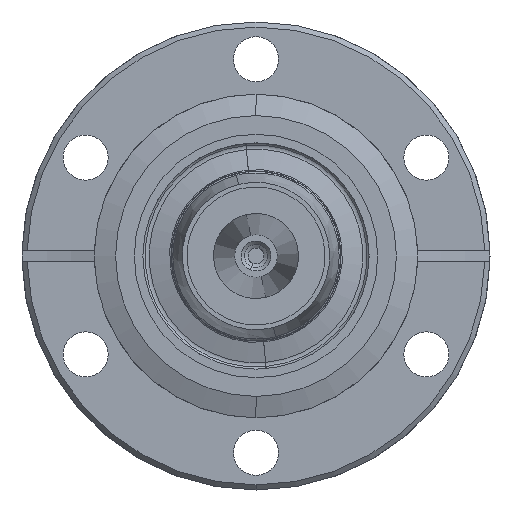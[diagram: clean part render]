
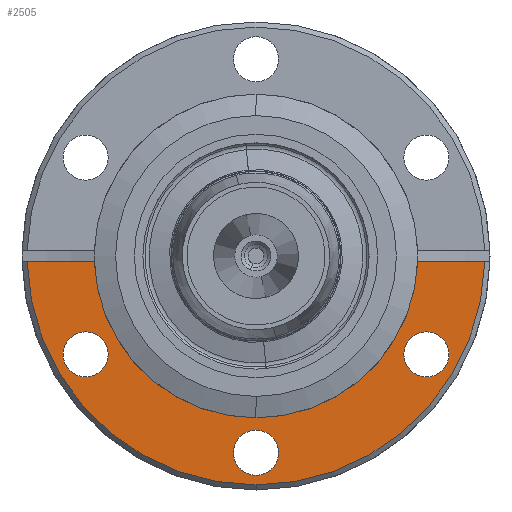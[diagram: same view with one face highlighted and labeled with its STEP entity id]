
A CAD part, front view. The second image highlights one B-rep face of the part: STEP entity #2505.
In plain terms, the highlighted planar face has unit normal (0, -1, 0).
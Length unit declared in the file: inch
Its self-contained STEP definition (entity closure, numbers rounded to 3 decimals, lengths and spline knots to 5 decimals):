
#635 = AXIS2_PLACEMENT_3D ( 'NONE', #1599, #1600, #1601 ) ;
#644 = AXIS2_PLACEMENT_3D ( 'NONE', #3624, #3625, #3626 ) ;
#649 = AXIS2_PLACEMENT_3D ( 'NONE', #3645, #3646, #3647 ) ;
#681 = AXIS2_PLACEMENT_3D ( 'NONE', #3773, #3774, #3775 ) ;
#690 = AXIS2_PLACEMENT_3D ( 'NONE', #3802, #3803, #3804 ) ;
#693 = AXIS2_PLACEMENT_3D ( 'NONE', #3813, #3814, #3815 ) ;
#806 = AXIS2_PLACEMENT_3D ( 'NONE', #4299, #4300, #4301 ) ;
#812 = EDGE_CURVE ( 'NONE', #4158, #4165, #3172, .T. ) ;
#834 = EDGE_CURVE ( 'NONE', #4062, #4244, #3144, .T. ) ;
#838 = EDGE_CURVE ( 'NONE', #4043, #4179, #3143, .T. ) ;
#901 = EDGE_CURVE ( 'NONE', #4247, #4248, #1729, .T. ) ;
#992 = AXIS2_PLACEMENT_3D ( 'NONE', #4362, #4363, #4364 ) ;
#994 = AXIS2_PLACEMENT_3D ( 'NONE', #4371, #4372, #4373 ) ;
#1029 = AXIS2_PLACEMENT_3D ( 'NONE', #4538, #4539, #4540 ) ;
#1101 = AXIS2_PLACEMENT_3D ( 'NONE', #4602, #4598, #4604 ) ;
#1375 = CARTESIAN_POINT ( 'NONE',  ( 0., 0.65226, -0.951 ) ) ;
#1392 = CARTESIAN_POINT ( 'NONE',  ( -1.00113, 0.65226, -0.7105 ) ) ;
#1398 = CARTESIAN_POINT ( 'NONE',  ( 0., 0.65226, -1.345 ) ) ;
#1422 = CARTESIAN_POINT ( 'NONE',  ( -0.95049, 0.65226, -0.031 ) ) ;
#1479 = CARTESIAN_POINT ( 'NONE',  ( 1.34464, 0.65226, -0.031 ) ) ;
#1488 = CARTESIAN_POINT ( 'NONE',  ( 0., 0.65226, -1.2885 ) ) ;
#1495 = CARTESIAN_POINT ( 'NONE',  ( 0., 0.65226, -1.0235 ) ) ;
#1509 = CARTESIAN_POINT ( 'NONE',  ( 0.95049, 0.65226, -0.031 ) ) ;
#1570 = CARTESIAN_POINT ( 'NONE',  ( -1.34464, 0.65226, -0.031 ) ) ;
#1574 = CARTESIAN_POINT ( 'NONE',  ( -1.00113, 0.65226, -0.4455 ) ) ;
#1577 = CARTESIAN_POINT ( 'NONE',  ( 1.00113, 0.65226, -0.7105 ) ) ;
#1578 = CARTESIAN_POINT ( 'NONE',  ( 1.00113, 0.65226, -0.4455 ) ) ;
#1599 = CARTESIAN_POINT ( 'NONE',  ( 0., 0.65226, 0. ) ) ;
#1600 = DIRECTION ( 'NONE',  ( 0., -1., 0. ) ) ;
#1601 = DIRECTION ( 'NONE',  ( 0., 0., 1. ) ) ;
#1643 = FACE_BOUND ( 'NONE', #2343, .T. ) ;
#1651 = FACE_BOUND ( 'NONE', #2319, .T. ) ;
#1729 = CIRCLE ( 'NONE', #1029, 0.1325 ) ;
#2200 = ORIENTED_EDGE ( 'NONE', *, *, #4795, .F. ) ;
#2223 = ORIENTED_EDGE ( 'NONE', *, *, #4741, .F. ) ;
#2262 = ORIENTED_EDGE ( 'NONE', *, *, #901, .F. ) ;
#2271 = ORIENTED_EDGE ( 'NONE', *, *, #834, .F. ) ;
#2274 = ORIENTED_EDGE ( 'NONE', *, *, #812, .F. ) ;
#2275 = ORIENTED_EDGE ( 'NONE', *, *, #4776, .T. ) ;
#2276 = ORIENTED_EDGE ( 'NONE', *, *, #4734, .T. ) ;
#2277 = ORIENTED_EDGE ( 'NONE', *, *, #4723, .F. ) ;
#2278 = ORIENTED_EDGE ( 'NONE', *, *, #4785, .T. ) ;
#2279 = ORIENTED_EDGE ( 'NONE', *, *, #838, .F. ) ;
#2280 = ORIENTED_EDGE ( 'NONE', *, *, #4745, .F. ) ;
#2286 = ORIENTED_EDGE ( 'NONE', *, *, #4798, .F. ) ;
#2319 = EDGE_LOOP ( 'NONE', ( #2200, #2262 ) ) ;
#2324 = EDGE_LOOP ( 'NONE', ( #2277, #2275, #2276, #2278, #2280, #2279 ) ) ;
#2335 = EDGE_LOOP ( 'NONE', ( #2223, #2271 ) ) ;
#2343 = EDGE_LOOP ( 'NONE', ( #2286, #2274 ) ) ;
#2505 = ADVANCED_FACE ( 'NONE', ( #1651, #3545, #1643, #3591 ), #4603, .T. ) ;
#2975 = CIRCLE ( 'NONE', #693, 0.1325 ) ;
#2978 = CIRCLE ( 'NONE', #690, 0.1325 ) ;
#2989 = CIRCLE ( 'NONE', #681, 1.345 ) ;
#2997 = VECTOR ( 'NONE', #3748, 39.37008 ) ;
#2998 = LINE ( 'NONE', #3747, #2997 ) ;
#3030 = VECTOR ( 'NONE', #3652, 39.37008 ) ;
#3032 = LINE ( 'NONE', #3651, #3030 ) ;
#3035 = CIRCLE ( 'NONE', #649, 0.1325 ) ;
#3043 = CIRCLE ( 'NONE', #644, 1.345 ) ;
#3059 = CIRCLE ( 'NONE', #635, 0.951 ) ;
#3143 = CIRCLE ( 'NONE', #994, 0.951 ) ;
#3144 = CIRCLE ( 'NONE', #992, 0.1325 ) ;
#3172 = CIRCLE ( 'NONE', #806, 0.1325 ) ;
#3545 = FACE_BOUND ( 'NONE', #2335, .T. ) ;
#3591 = FACE_OUTER_BOUND ( 'NONE', #2324, .T. ) ;
#3624 = CARTESIAN_POINT ( 'NONE',  ( 0., 0.65226, 0. ) ) ;
#3625 = DIRECTION ( 'NONE',  ( 0., -1., 0. ) ) ;
#3626 = DIRECTION ( 'NONE',  ( 0., 0., 1. ) ) ;
#3645 = CARTESIAN_POINT ( 'NONE',  ( -1.00113, 0.65226, -0.578 ) ) ;
#3646 = DIRECTION ( 'NONE',  ( 0., -1., 0. ) ) ;
#3647 = DIRECTION ( 'NONE',  ( 0.866, 0., 0.5 ) ) ;
#3651 = CARTESIAN_POINT ( 'NONE',  ( 1.345, 0.65226, -0.031 ) ) ;
#3652 = DIRECTION ( 'NONE',  ( 1., 0., 0. ) ) ;
#3747 = CARTESIAN_POINT ( 'NONE',  ( 1.345, 0.65226, -0.031 ) ) ;
#3748 = DIRECTION ( 'NONE',  ( -1., 0., 0. ) ) ;
#3773 = CARTESIAN_POINT ( 'NONE',  ( 0., 0.65226, 0. ) ) ;
#3774 = DIRECTION ( 'NONE',  ( 0., -1., 0. ) ) ;
#3775 = DIRECTION ( 'NONE',  ( 0., 0., 1. ) ) ;
#3802 = CARTESIAN_POINT ( 'NONE',  ( 1.00113, 0.65226, -0.578 ) ) ;
#3803 = DIRECTION ( 'NONE',  ( 0., -1., 0. ) ) ;
#3804 = DIRECTION ( 'NONE',  ( -0.866, 0., 0.5 ) ) ;
#3813 = CARTESIAN_POINT ( 'NONE',  ( 0., 0.65226, -1.156 ) ) ;
#3814 = DIRECTION ( 'NONE',  ( 0., -1., 0. ) ) ;
#3815 = DIRECTION ( 'NONE',  ( 0., 0., 1. ) ) ;
#4043 = VERTEX_POINT ( 'NONE', #1375 ) ;
#4062 = VERTEX_POINT ( 'NONE', #1392 ) ;
#4068 = VERTEX_POINT ( 'NONE', #1398 ) ;
#4092 = VERTEX_POINT ( 'NONE', #1422 ) ;
#4149 = VERTEX_POINT ( 'NONE', #1479 ) ;
#4158 = VERTEX_POINT ( 'NONE', #1488 ) ;
#4165 = VERTEX_POINT ( 'NONE', #1495 ) ;
#4179 = VERTEX_POINT ( 'NONE', #1509 ) ;
#4240 = VERTEX_POINT ( 'NONE', #1570 ) ;
#4244 = VERTEX_POINT ( 'NONE', #1574 ) ;
#4247 = VERTEX_POINT ( 'NONE', #1577 ) ;
#4248 = VERTEX_POINT ( 'NONE', #1578 ) ;
#4299 = CARTESIAN_POINT ( 'NONE',  ( 0., 0.65226, -1.156 ) ) ;
#4300 = DIRECTION ( 'NONE',  ( 0., -1., 0. ) ) ;
#4301 = DIRECTION ( 'NONE',  ( 0., 0., 1. ) ) ;
#4362 = CARTESIAN_POINT ( 'NONE',  ( -1.00113, 0.65226, -0.578 ) ) ;
#4363 = DIRECTION ( 'NONE',  ( 0., -1., 0. ) ) ;
#4364 = DIRECTION ( 'NONE',  ( 0.866, 0., 0.5 ) ) ;
#4371 = CARTESIAN_POINT ( 'NONE',  ( 0., 0.65226, 0. ) ) ;
#4372 = DIRECTION ( 'NONE',  ( 0., -1., 0. ) ) ;
#4373 = DIRECTION ( 'NONE',  ( 0., 0., 1. ) ) ;
#4538 = CARTESIAN_POINT ( 'NONE',  ( 1.00113, 0.65226, -0.578 ) ) ;
#4539 = DIRECTION ( 'NONE',  ( 0., -1., 0. ) ) ;
#4540 = DIRECTION ( 'NONE',  ( -0.866, 0., 0.5 ) ) ;
#4598 = DIRECTION ( 'NONE',  ( 0., -1., 0. ) ) ;
#4602 = CARTESIAN_POINT ( 'NONE',  ( 1.345, 0.65226, 0. ) ) ;
#4603 = PLANE ( 'NONE',  #1101 ) ;
#4604 = DIRECTION ( 'NONE',  ( 0., 0., 1. ) ) ;
#4723 = EDGE_CURVE ( 'NONE', #4092, #4043, #3059, .T. ) ;
#4734 = EDGE_CURVE ( 'NONE', #4240, #4068, #3043, .T. ) ;
#4741 = EDGE_CURVE ( 'NONE', #4244, #4062, #3035, .T. ) ;
#4745 = EDGE_CURVE ( 'NONE', #4179, #4149, #3032, .T. ) ;
#4776 = EDGE_CURVE ( 'NONE', #4092, #4240, #2998, .T. ) ;
#4785 = EDGE_CURVE ( 'NONE', #4068, #4149, #2989, .T. ) ;
#4795 = EDGE_CURVE ( 'NONE', #4248, #4247, #2978, .T. ) ;
#4798 = EDGE_CURVE ( 'NONE', #4165, #4158, #2975, .T. ) ;
